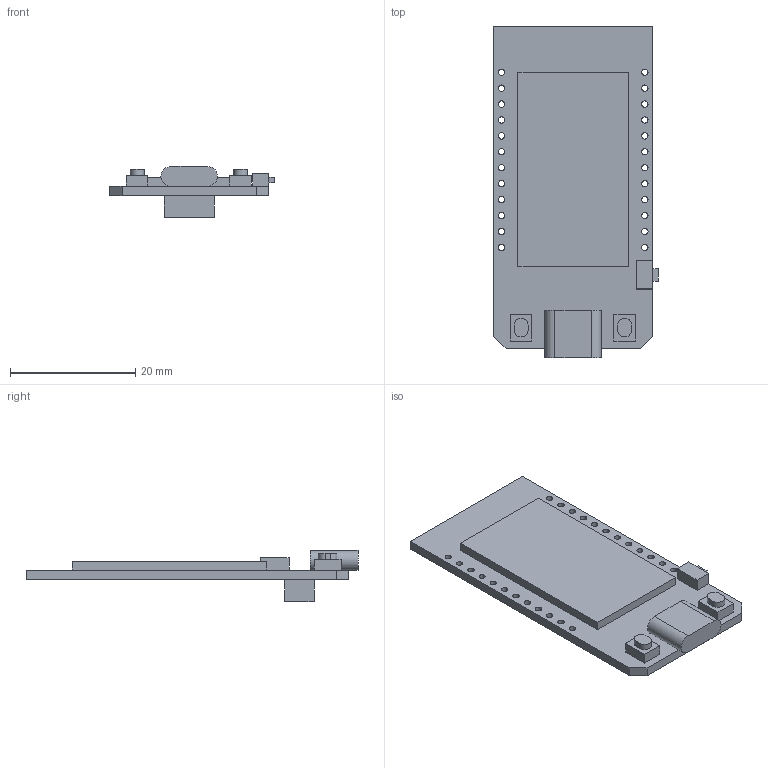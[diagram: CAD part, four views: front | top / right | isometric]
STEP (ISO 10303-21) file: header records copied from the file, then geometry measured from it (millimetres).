
FILE_DESCRIPTION(/* description */ (''),/* implementation_level */ '2;1');
FILE_NAME(/* name */ 'TTGO_TDisplay.step',/* time_stamp */ '2021-04-09T23:21:30-07:00',/* author */ (''),/* organization */ (''),/* preprocessor_version */ 'ST-DEVELOPER v18.1',/* originating_system */ 'Autodesk Translation Framework v10.6.0.1341',/* authorisation */ '');
FILE_SCHEMA (('AUTOMOTIVE_DESIGN { 1 0 10303 214 3 1 1 }'));
Length unit declared in the file: millimetre
Products named in the file (1): TTGO_TDisplay
Bounding box: 26.3 x 52.94 x 8.14 mm (x, y, z)
Volume: 3105.3 mm3; surface area: 4725.4 mm2
Topology: 10 solids, 10 shells, 86 faces, 198 edges, 132 vertices
Faces by surface type: plane 56, cylinder 30
Full cylindrical faces by diameter (mm): 1 x24
Entity records: 2591 total; most frequent: DIRECTION 432, CARTESIAN_POINT 417, ORIENTED_EDGE 396, EDGE_CURVE 198, AXIS2_PLACEMENT_3D 147, LINE 138, VECTOR 138, EDGE_LOOP 134
